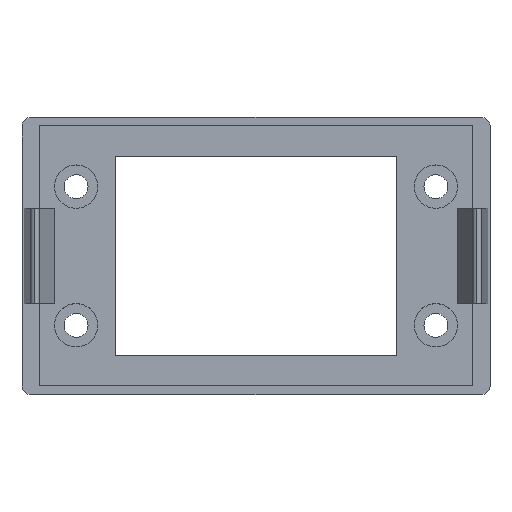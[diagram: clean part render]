
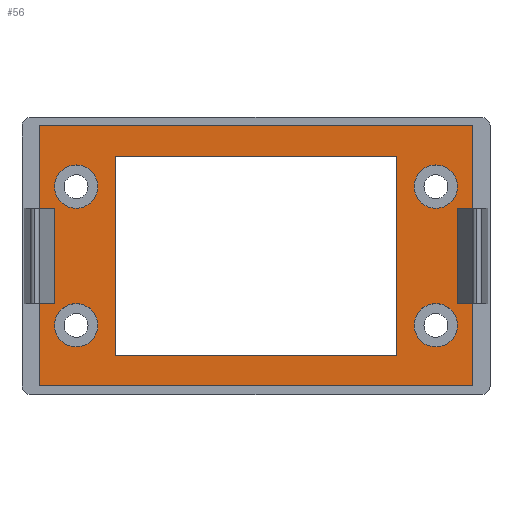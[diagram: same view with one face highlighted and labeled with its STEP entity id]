
A CAD part, top view. The second image highlights one B-rep face of the part: STEP entity #56.
In plain terms, the highlighted planar face has unit normal (0, 0, 1).
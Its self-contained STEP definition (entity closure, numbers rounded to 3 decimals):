
#56=ADVANCED_FACE('NONE',(#124,#125,#126,#127,#128,#129),#130,.T.);
#124=FACE_OUTER_BOUND('',#253,.T.);
#125=FACE_BOUND('',#254,.T.);
#126=FACE_BOUND('',#255,.T.);
#127=FACE_BOUND('',#256,.T.);
#128=FACE_BOUND('',#257,.T.);
#129=FACE_BOUND('',#258,.T.);
#130=PLANE('',#259);
#253=EDGE_LOOP('',(#432,#433,#434,#435));
#254=EDGE_LOOP('',(#436,#437));
#255=EDGE_LOOP('',(#438,#439));
#256=EDGE_LOOP('',(#440,#441,#442,#443,#444,#445,#446,#447));
#257=EDGE_LOOP('',(#448,#449));
#258=EDGE_LOOP('',(#450,#451));
#259=AXIS2_PLACEMENT_3D('',#452,#453,#454);
#432=ORIENTED_EDGE('',*,*,#873,.T.);
#433=ORIENTED_EDGE('',*,*,#874,.T.);
#434=ORIENTED_EDGE('',*,*,#875,.T.);
#435=ORIENTED_EDGE('',*,*,#876,.T.);
#436=ORIENTED_EDGE('',*,*,#877,.F.);
#437=ORIENTED_EDGE('',*,*,#863,.F.);
#438=ORIENTED_EDGE('',*,*,#878,.F.);
#439=ORIENTED_EDGE('',*,*,#871,.F.);
#440=ORIENTED_EDGE('',*,*,#879,.F.);
#441=ORIENTED_EDGE('',*,*,#880,.T.);
#442=ORIENTED_EDGE('',*,*,#881,.F.);
#443=ORIENTED_EDGE('',*,*,#882,.T.);
#444=ORIENTED_EDGE('',*,*,#883,.F.);
#445=ORIENTED_EDGE('',*,*,#884,.T.);
#446=ORIENTED_EDGE('',*,*,#885,.F.);
#447=ORIENTED_EDGE('',*,*,#886,.T.);
#448=ORIENTED_EDGE('',*,*,#887,.F.);
#449=ORIENTED_EDGE('',*,*,#859,.F.);
#450=ORIENTED_EDGE('',*,*,#888,.F.);
#451=ORIENTED_EDGE('',*,*,#867,.F.);
#452=CARTESIAN_POINT('',(-50.928,26.056,9.));
#453=DIRECTION('',(0.0,0.0,1.0));
#454=DIRECTION('',(1.0,0.0,0.0));
#859=EDGE_CURVE('NONE',#1034,#1036,#1037,.T.);
#863=EDGE_CURVE('NONE',#1042,#1044,#1045,.T.);
#867=EDGE_CURVE('NONE',#1050,#1052,#1053,.T.);
#871=EDGE_CURVE('NONE',#1058,#1060,#1061,.T.);
#873=EDGE_CURVE('NONE',#1063,#1064,#1065,.T.);
#874=EDGE_CURVE('NONE',#1064,#1066,#1067,.T.);
#875=EDGE_CURVE('NONE',#1066,#1068,#1069,.T.);
#876=EDGE_CURVE('NONE',#1068,#1063,#1070,.T.);
#877=EDGE_CURVE('NONE',#1044,#1042,#1071,.T.);
#878=EDGE_CURVE('NONE',#1060,#1058,#1072,.T.);
#879=EDGE_CURVE('NONE',#1073,#1074,#1075,.T.);
#880=EDGE_CURVE('NONE',#1073,#1076,#1077,.T.);
#881=EDGE_CURVE('NONE',#1078,#1076,#1079,.T.);
#882=EDGE_CURVE('NONE',#1078,#1080,#1081,.T.);
#883=EDGE_CURVE('NONE',#1082,#1080,#1083,.T.);
#884=EDGE_CURVE('NONE',#1082,#1084,#1085,.T.);
#885=EDGE_CURVE('NONE',#1086,#1084,#1087,.T.);
#886=EDGE_CURVE('NONE',#1086,#1074,#1088,.T.);
#887=EDGE_CURVE('NONE',#1036,#1034,#1089,.T.);
#888=EDGE_CURVE('NONE',#1052,#1050,#1090,.T.);
#1034=VERTEX_POINT('NONE',#1296);
#1036=VERTEX_POINT('NONE',#1299);
#1037=CIRCLE('',#1300,5.0);
#1042=VERTEX_POINT('NONE',#1306);
#1044=VERTEX_POINT('NONE',#1309);
#1045=CIRCLE('',#1310,5.0);
#1050=VERTEX_POINT('NONE',#1316);
#1052=VERTEX_POINT('NONE',#1319);
#1053=CIRCLE('',#1320,5.0);
#1058=VERTEX_POINT('NONE',#1326);
#1060=VERTEX_POINT('NONE',#1329);
#1061=CIRCLE('',#1330,5.0);
#1063=VERTEX_POINT('NONE',#1333);
#1064=VERTEX_POINT('NONE',#1334);
#1065=LINE('',#1335,#1336);
#1066=VERTEX_POINT('NONE',#1337);
#1067=LINE('',#1338,#1339);
#1068=VERTEX_POINT('NONE',#1340);
#1069=LINE('',#1341,#1342);
#1070=LINE('',#1343,#1344);
#1071=CIRCLE('',#1345,5.0);
#1072=CIRCLE('',#1346,5.0);
#1073=VERTEX_POINT('NONE',#1347);
#1074=VERTEX_POINT('NONE',#1348);
#1075=LINE('',#1349,#1350);
#1076=VERTEX_POINT('NONE',#1351);
#1077=CIRCLE('',#1352,0.5);
#1078=VERTEX_POINT('NONE',#1353);
#1079=LINE('',#1354,#1355);
#1080=VERTEX_POINT('NONE',#1356);
#1081=CIRCLE('',#1357,0.5);
#1082=VERTEX_POINT('NONE',#1358);
#1083=LINE('',#1359,#1360);
#1084=VERTEX_POINT('NONE',#1361);
#1085=CIRCLE('',#1362,0.5);
#1086=VERTEX_POINT('NONE',#1363);
#1087=LINE('',#1364,#1365);
#1088=CIRCLE('',#1366,0.5);
#1089=CIRCLE('',#1367,5.0);
#1090=CIRCLE('',#1368,5.0);
#1296=CARTESIAN_POINT('',(-47.428,-19.944,9.));
#1299=CARTESIAN_POINT('',(-37.428,-19.944,9.));
#1300=AXIS2_PLACEMENT_3D('',#1629,#1630,#1631);
#1306=CARTESIAN_POINT('',(35.572,-19.944,9.));
#1309=CARTESIAN_POINT('',(45.572,-19.944,9.));
#1310=AXIS2_PLACEMENT_3D('',#1637,#1638,#1639);
#1316=CARTESIAN_POINT('',(35.572,12.056,9.));
#1319=CARTESIAN_POINT('',(45.572,12.056,9.));
#1320=AXIS2_PLACEMENT_3D('',#1645,#1646,#1647);
#1326=CARTESIAN_POINT('',(-47.428,12.056,9.));
#1329=CARTESIAN_POINT('',(-37.428,12.056,9.));
#1330=AXIS2_PLACEMENT_3D('',#1653,#1654,#1655);
#1333=CARTESIAN_POINT('',(-50.928,26.056,9.));
#1334=CARTESIAN_POINT('',(-50.928,-33.944,9.));
#1335=CARTESIAN_POINT('',(-50.928,26.056,9.));
#1336=VECTOR('',#1657,1000.0);
#1337=CARTESIAN_POINT('',(49.072,-33.944,9.));
#1338=CARTESIAN_POINT('',(-50.928,-33.944,9.));
#1339=VECTOR('',#1658,1000.0);
#1340=CARTESIAN_POINT('',(49.072,26.056,9.));
#1341=CARTESIAN_POINT('',(49.072,-33.944,9.));
#1342=VECTOR('',#1659,1000.0);
#1343=CARTESIAN_POINT('',(49.072,26.056,9.));
#1344=VECTOR('',#1660,1000.0);
#1345=AXIS2_PLACEMENT_3D('',#1661,#1662,#1663);
#1346=AXIS2_PLACEMENT_3D('',#1664,#1665,#1666);
#1347=CARTESIAN_POINT('',(-33.428,18.556,9.));
#1348=CARTESIAN_POINT('',(-33.428,-26.444,9.));
#1349=CARTESIAN_POINT('',(-33.428,26.056,9.));
#1350=VECTOR('',#1667,1000.0);
#1351=CARTESIAN_POINT('',(-32.928,19.056,9.));
#1352=AXIS2_PLACEMENT_3D('',#1668,#1669,#1670);
#1353=CARTESIAN_POINT('',(31.072,19.056,9.));
#1354=CARTESIAN_POINT('',(-50.928,19.056,9.));
#1355=VECTOR('',#1671,1000.0);
#1356=CARTESIAN_POINT('',(31.572,18.556,9.));
#1357=AXIS2_PLACEMENT_3D('',#1672,#1673,#1674);
#1358=CARTESIAN_POINT('',(31.572,-26.444,9.));
#1359=CARTESIAN_POINT('',(31.572,26.056,9.));
#1360=VECTOR('',#1675,1000.0);
#1361=CARTESIAN_POINT('',(31.072,-26.944,9.));
#1362=AXIS2_PLACEMENT_3D('',#1676,#1677,#1678);
#1363=CARTESIAN_POINT('',(-32.928,-26.944,9.));
#1364=CARTESIAN_POINT('',(-50.928,-26.944,9.));
#1365=VECTOR('',#1679,1000.0);
#1366=AXIS2_PLACEMENT_3D('',#1680,#1681,#1682);
#1367=AXIS2_PLACEMENT_3D('',#1683,#1684,#1685);
#1368=AXIS2_PLACEMENT_3D('',#1686,#1687,#1688);
#1629=CARTESIAN_POINT('',(-42.428,-19.944,9.));
#1630=DIRECTION('',(0.0,0.0,1.0));
#1631=DIRECTION('',(1.0,0.0,0.0));
#1637=CARTESIAN_POINT('',(40.572,-19.944,9.));
#1638=DIRECTION('',(0.0,0.0,1.0));
#1639=DIRECTION('',(1.0,0.0,0.0));
#1645=CARTESIAN_POINT('',(40.572,12.056,9.));
#1646=DIRECTION('',(0.0,0.0,1.0));
#1647=DIRECTION('',(1.0,0.0,0.0));
#1653=CARTESIAN_POINT('',(-42.428,12.056,9.));
#1654=DIRECTION('',(0.0,0.0,1.0));
#1655=DIRECTION('',(1.0,0.0,0.0));
#1657=DIRECTION('',(0.,-1.0,0.0));
#1658=DIRECTION('',(1.0,0.0,0.0));
#1659=DIRECTION('',(0.0,1.0,0.0));
#1660=DIRECTION('',(-1.0,0.,0.0));
#1661=CARTESIAN_POINT('',(40.572,-19.944,9.));
#1662=DIRECTION('',(0.0,0.0,1.0));
#1663=DIRECTION('',(1.0,0.0,0.0));
#1664=CARTESIAN_POINT('',(-42.428,12.056,9.));
#1665=DIRECTION('',(0.0,0.0,1.0));
#1666=DIRECTION('',(1.0,0.0,0.0));
#1667=DIRECTION('',(0.0,-1.0,0.0));
#1668=CARTESIAN_POINT('',(-32.928,18.556,9.));
#1669=DIRECTION('',(0.0,0.0,-1.0));
#1670=DIRECTION('',(1.0,0.0,0.0));
#1671=DIRECTION('',(-1.0,0.,0.0));
#1672=CARTESIAN_POINT('',(31.072,18.556,9.));
#1673=DIRECTION('',(0.0,0.0,-1.0));
#1674=DIRECTION('',(1.0,0.0,0.0));
#1675=DIRECTION('',(0.,1.0,0.0));
#1676=CARTESIAN_POINT('',(31.072,-26.444,9.));
#1677=DIRECTION('',(0.0,0.0,-1.0));
#1678=DIRECTION('',(1.0,0.0,0.0));
#1679=DIRECTION('',(1.0,0.,0.0));
#1680=CARTESIAN_POINT('',(-32.928,-26.444,9.));
#1681=DIRECTION('',(0.0,0.0,-1.0));
#1682=DIRECTION('',(1.0,0.0,0.0));
#1683=CARTESIAN_POINT('',(-42.428,-19.944,9.));
#1684=DIRECTION('',(0.0,0.0,1.0));
#1685=DIRECTION('',(1.0,0.0,0.0));
#1686=CARTESIAN_POINT('',(40.572,12.056,9.));
#1687=DIRECTION('',(0.0,0.0,1.0));
#1688=DIRECTION('',(1.0,0.0,0.0));
